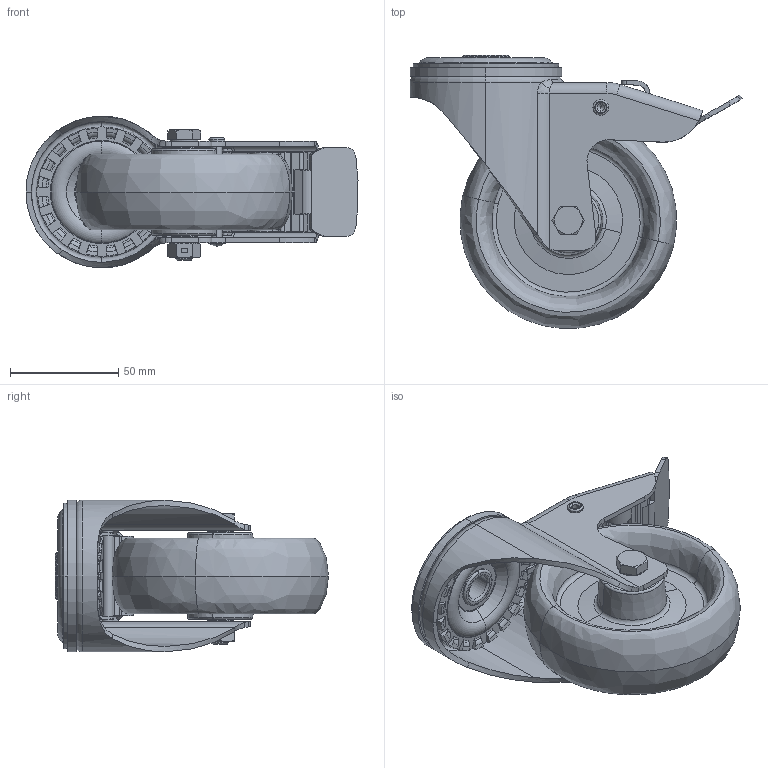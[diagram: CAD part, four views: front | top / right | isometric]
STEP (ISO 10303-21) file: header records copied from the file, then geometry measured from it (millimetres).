
FILE_DESCRIPTION (( 'STEP AP214' ), '1' );
FILE_NAME ('0056044.step', '2023-06-19T10:00:30', ( '' ), ( '' ), 'SwSTEP 2.0', 'SolidWorks 2020', '' );
FILE_SCHEMA (( 'AUTOMOTIVE_DESIGN' ));
Length unit declared in the file: millimetre
Products named in the file (1): 0056044
Bounding box: 153.13 x 125.92 x 70 mm (x, y, z)
Volume: 226675.3 mm3; surface area: 101695.5 mm2
Topology: 8 solids, 9 shells, 1089 faces, 2725 edges, 1681 vertices
Faces by surface type: plane 419, cylinder 226, torus 183, bspline 133, cone 126, sphere 2
Entity records: 55960 total; most frequent: CARTESIAN_POINT 19277, ORIENTED_EDGE 5444, DIRECTION 4678, EDGE_CURVE 2722, AXIS2_PLACEMENT_3D 1765, VERTEX_POINT 1681, EDGE_LOOP 1149, VECTOR 1148
